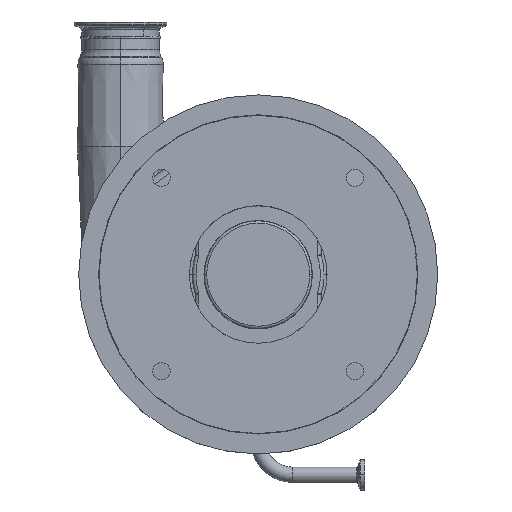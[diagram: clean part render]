
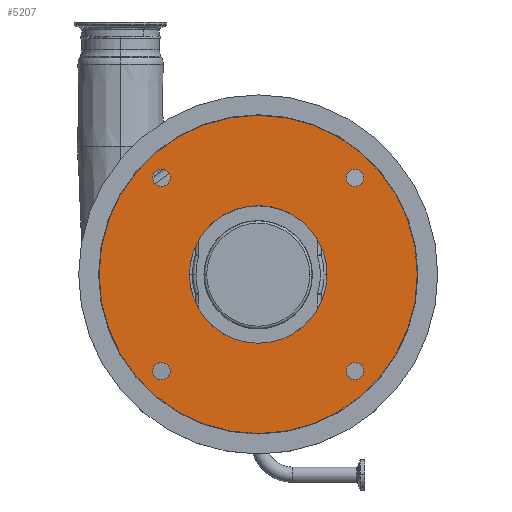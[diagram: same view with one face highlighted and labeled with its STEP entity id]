
A CAD part, top view. The second image highlights one B-rep face of the part: STEP entity #5207.
In plain terms, the highlighted planar face has unit normal (0, 0, 1).
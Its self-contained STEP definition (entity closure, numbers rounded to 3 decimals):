
#249 = CARTESIAN_POINT ( 'NONE',  ( -88.072, -80.822, 189.5 ) ) ;
#299 = ORIENTED_EDGE ( 'NONE', *, *, #5887, .F. ) ;
#388 = CIRCLE ( 'NONE', #9485, 132.95 ) ;
#452 = VERTEX_POINT ( 'NONE', #4616 ) ;
#585 = EDGE_CURVE ( 'NONE', #6831, #10370, #6827, .T. ) ;
#589 = AXIS2_PLACEMENT_3D ( 'NONE', #7288, #8681, #16001 ) ;
#1149 = EDGE_CURVE ( 'NONE', #11566, #13459, #388, .T. ) ;
#1209 = VERTEX_POINT ( 'NONE', #3968 ) ;
#1606 = FACE_BOUND ( 'NONE', #3446, .T. ) ;
#1630 = CIRCLE ( 'NONE', #589, 7.25 ) ;
#1803 = CIRCLE ( 'NONE', #11407, 7.25 ) ;
#1990 = DIRECTION ( 'NONE',  ( 0., 0., 1. ) ) ;
#2047 = ORIENTED_EDGE ( 'NONE', *, *, #4122, .F. ) ;
#2149 = DIRECTION ( 'NONE',  ( 0., 0., 1. ) ) ;
#2302 = CARTESIAN_POINT ( 'NONE',  ( -132.95, 0., 189.5 ) ) ;
#2383 = DIRECTION ( 'NONE',  ( 0., 0., 1. ) ) ;
#2586 = AXIS2_PLACEMENT_3D ( 'NONE', #7727, #9949, #5101 ) ;
#2756 = EDGE_CURVE ( 'NONE', #8083, #452, #1803, .T. ) ;
#2762 = AXIS2_PLACEMENT_3D ( 'NONE', #5684, #2149, #9780 ) ;
#2837 = FACE_BOUND ( 'NONE', #5484, .T. ) ;
#3023 = EDGE_CURVE ( 'NONE', #6156, #1209, #12201, .T. ) ;
#3098 = DIRECTION ( 'NONE',  ( 0., 0., 1. ) ) ;
#3446 = EDGE_LOOP ( 'NONE', ( #2047, #12997 ) ) ;
#3488 = EDGE_CURVE ( 'NONE', #10370, #6831, #3648, .T. ) ;
#3648 = CIRCLE ( 'NONE', #5706, 7.25 ) ;
#3718 = DIRECTION ( 'NONE',  ( 1., 0., 0. ) ) ;
#3968 = CARTESIAN_POINT ( 'NONE',  ( -73.572, -80.822, 189.5 ) ) ;
#4023 = FACE_BOUND ( 'NONE', #7268, .T. ) ;
#4122 = EDGE_CURVE ( 'NONE', #15909, #4898, #1630, .T. ) ;
#4519 = ORIENTED_EDGE ( 'NONE', *, *, #2756, .F. ) ;
#4616 = CARTESIAN_POINT ( 'NONE',  ( 73.572, 80.822, 189.5 ) ) ;
#4698 = CARTESIAN_POINT ( 'NONE',  ( 80.822, -80.822, 189.5 ) ) ;
#4728 = CARTESIAN_POINT ( 'NONE',  ( 88.072, 80.822, 189.5 ) ) ;
#4882 = DIRECTION ( 'NONE',  ( 1., 0., 0. ) ) ;
#4898 = VERTEX_POINT ( 'NONE', #7156 ) ;
#4993 = EDGE_LOOP ( 'NONE', ( #11185, #10315 ) ) ;
#5101 = DIRECTION ( 'NONE',  ( 1., 0., 0. ) ) ;
#5207 = ADVANCED_FACE ( 'NONE', ( #11194, #1606, #4023, #14945, #12584, #2837 ), #11359, .T. ) ;
#5484 = EDGE_LOOP ( 'NONE', ( #5577, #14038 ) ) ;
#5577 = ORIENTED_EDGE ( 'NONE', *, *, #8768, .F. ) ;
#5625 = DIRECTION ( 'NONE',  ( 0., 0., 1. ) ) ;
#5684 = CARTESIAN_POINT ( 'NONE',  ( 80.822, 80.822, 189.5 ) ) ;
#5706 = AXIS2_PLACEMENT_3D ( 'NONE', #12989, #14268, #11755 ) ;
#5887 = EDGE_CURVE ( 'NONE', #1209, #6156, #7897, .T. ) ;
#5902 = ORIENTED_EDGE ( 'NONE', *, *, #585, .F. ) ;
#6005 = CARTESIAN_POINT ( 'NONE',  ( -80.822, 80.822, 189.5 ) ) ;
#6156 = VERTEX_POINT ( 'NONE', #249 ) ;
#6244 = DIRECTION ( 'NONE',  ( 1., 0., 0. ) ) ;
#6363 = DIRECTION ( 'NONE',  ( 0., 0., 1. ) ) ;
#6377 = EDGE_CURVE ( 'NONE', #4898, #15909, #14932, .T. ) ;
#6399 = CARTESIAN_POINT ( 'NONE',  ( 88.072, -80.822, 189.5 ) ) ;
#6512 = DIRECTION ( 'NONE',  ( 0., 0., 1. ) ) ;
#6827 = CIRCLE ( 'NONE', #15944, 7.25 ) ;
#6831 = VERTEX_POINT ( 'NONE', #14947 ) ;
#7019 = CARTESIAN_POINT ( 'NONE',  ( 0., 0., 189.5 ) ) ;
#7156 = CARTESIAN_POINT ( 'NONE',  ( -88.072, 80.822, 189.5 ) ) ;
#7196 = CARTESIAN_POINT ( 'NONE',  ( -57.5, 0., 189.5 ) ) ;
#7201 = ORIENTED_EDGE ( 'NONE', *, *, #12170, .F. ) ;
#7268 = EDGE_LOOP ( 'NONE', ( #299, #11329 ) ) ;
#7288 = CARTESIAN_POINT ( 'NONE',  ( -80.822, 80.822, 189.5 ) ) ;
#7506 = CARTESIAN_POINT ( 'NONE',  ( 57.5, 0., 189.5 ) ) ;
#7727 = CARTESIAN_POINT ( 'NONE',  ( 0., 0., 189.5 ) ) ;
#7897 = CIRCLE ( 'NONE', #13863, 7.25 ) ;
#8083 = VERTEX_POINT ( 'NONE', #4728 ) ;
#8681 = DIRECTION ( 'NONE',  ( 0., 0., 1. ) ) ;
#8687 = CARTESIAN_POINT ( 'NONE',  ( 132.95, 0., 189.5 ) ) ;
#8696 = CIRCLE ( 'NONE', #2762, 7.25 ) ;
#8755 = CARTESIAN_POINT ( 'NONE',  ( 0., 0., 189.5 ) ) ;
#8768 = EDGE_CURVE ( 'NONE', #8913, #14983, #8838, .T. ) ;
#8838 = CIRCLE ( 'NONE', #10151, 57.5 ) ;
#8913 = VERTEX_POINT ( 'NONE', #7506 ) ;
#8937 = CARTESIAN_POINT ( 'NONE',  ( -73.572, 80.822, 189.5 ) ) ;
#9384 = CARTESIAN_POINT ( 'NONE',  ( -80.822, -80.822, 189.5 ) ) ;
#9485 = AXIS2_PLACEMENT_3D ( 'NONE', #12128, #3098, #11795 ) ;
#9780 = DIRECTION ( 'NONE',  ( 1., 0., 0. ) ) ;
#9821 = ORIENTED_EDGE ( 'NONE', *, *, #3488, .F. ) ;
#9868 = EDGE_CURVE ( 'NONE', #13459, #11566, #14502, .T. ) ;
#9949 = DIRECTION ( 'NONE',  ( 0., 0., 1. ) ) ;
#10018 = DIRECTION ( 'NONE',  ( 0., 0., 1. ) ) ;
#10151 = AXIS2_PLACEMENT_3D ( 'NONE', #7019, #5625, #10620 ) ;
#10278 = CARTESIAN_POINT ( 'NONE',  ( 80.822, 80.822, 189.5 ) ) ;
#10315 = ORIENTED_EDGE ( 'NONE', *, *, #1149, .T. ) ;
#10370 = VERTEX_POINT ( 'NONE', #6399 ) ;
#10522 = AXIS2_PLACEMENT_3D ( 'NONE', #16051, #6363, #4882 ) ;
#10599 = DIRECTION ( 'NONE',  ( 1., 0., 0. ) ) ;
#10620 = DIRECTION ( 'NONE',  ( 1., 0., 0. ) ) ;
#11185 = ORIENTED_EDGE ( 'NONE', *, *, #9868, .T. ) ;
#11194 = FACE_OUTER_BOUND ( 'NONE', #4993, .T. ) ;
#11274 = DIRECTION ( 'NONE',  ( 0., 0., 1. ) ) ;
#11329 = ORIENTED_EDGE ( 'NONE', *, *, #3023, .F. ) ;
#11359 = PLANE ( 'NONE',  #12031 ) ;
#11407 = AXIS2_PLACEMENT_3D ( 'NONE', #10278, #15465, #11716 ) ;
#11566 = VERTEX_POINT ( 'NONE', #2302 ) ;
#11716 = DIRECTION ( 'NONE',  ( 1., 0., 0. ) ) ;
#11755 = DIRECTION ( 'NONE',  ( 1., 0., 0. ) ) ;
#11795 = DIRECTION ( 'NONE',  ( 1., 0., 0. ) ) ;
#11871 = EDGE_CURVE ( 'NONE', #14983, #8913, #13620, .T. ) ;
#11943 = AXIS2_PLACEMENT_3D ( 'NONE', #9384, #1990, #10599 ) ;
#12031 = AXIS2_PLACEMENT_3D ( 'NONE', #8755, #11274, #3718 ) ;
#12128 = CARTESIAN_POINT ( 'NONE',  ( 0., 0., 189.5 ) ) ;
#12170 = EDGE_CURVE ( 'NONE', #452, #8083, #8696, .T. ) ;
#12201 = CIRCLE ( 'NONE', #11943, 7.25 ) ;
#12358 = EDGE_LOOP ( 'NONE', ( #4519, #7201 ) ) ;
#12584 = FACE_BOUND ( 'NONE', #12358, .T. ) ;
#12804 = CARTESIAN_POINT ( 'NONE',  ( -80.822, -80.822, 189.5 ) ) ;
#12989 = CARTESIAN_POINT ( 'NONE',  ( 80.822, -80.822, 189.5 ) ) ;
#12997 = ORIENTED_EDGE ( 'NONE', *, *, #6377, .F. ) ;
#13459 = VERTEX_POINT ( 'NONE', #8687 ) ;
#13620 = CIRCLE ( 'NONE', #10522, 57.5 ) ;
#13623 = AXIS2_PLACEMENT_3D ( 'NONE', #6005, #10018, #6244 ) ;
#13735 = DIRECTION ( 'NONE',  ( 1., 0., 0. ) ) ;
#13863 = AXIS2_PLACEMENT_3D ( 'NONE', #12804, #6512, #15549 ) ;
#14038 = ORIENTED_EDGE ( 'NONE', *, *, #11871, .F. ) ;
#14268 = DIRECTION ( 'NONE',  ( 0., 0., 1. ) ) ;
#14502 = CIRCLE ( 'NONE', #2586, 132.95 ) ;
#14932 = CIRCLE ( 'NONE', #13623, 7.25 ) ;
#14945 = FACE_BOUND ( 'NONE', #15801, .T. ) ;
#14947 = CARTESIAN_POINT ( 'NONE',  ( 73.572, -80.822, 189.5 ) ) ;
#14983 = VERTEX_POINT ( 'NONE', #7196 ) ;
#15465 = DIRECTION ( 'NONE',  ( 0., 0., 1. ) ) ;
#15549 = DIRECTION ( 'NONE',  ( 1., 0., 0. ) ) ;
#15801 = EDGE_LOOP ( 'NONE', ( #9821, #5902 ) ) ;
#15909 = VERTEX_POINT ( 'NONE', #8937 ) ;
#15944 = AXIS2_PLACEMENT_3D ( 'NONE', #4698, #2383, #13735 ) ;
#16001 = DIRECTION ( 'NONE',  ( 1., 0., 0. ) ) ;
#16051 = CARTESIAN_POINT ( 'NONE',  ( 0., 0., 189.5 ) ) ;
